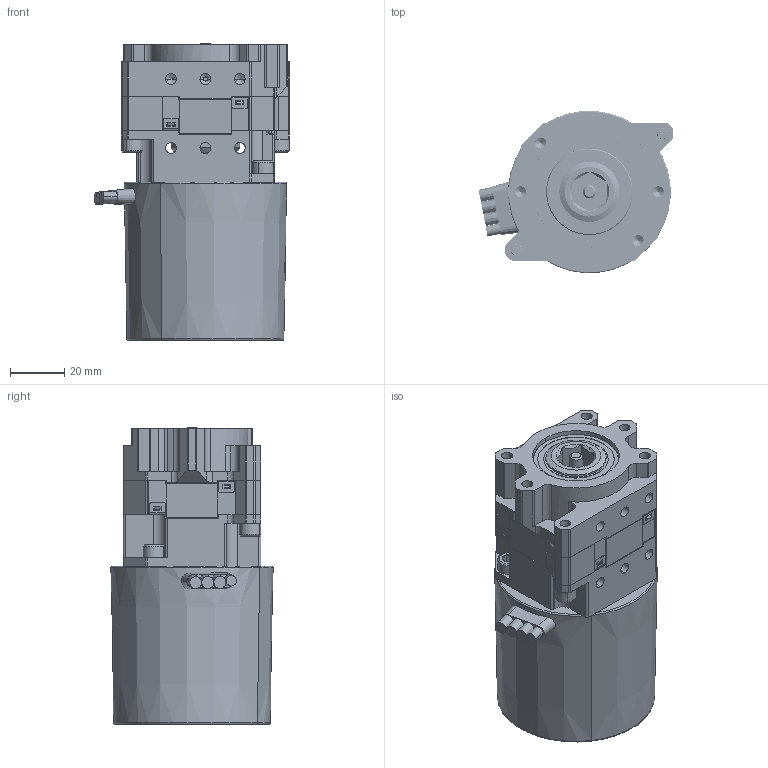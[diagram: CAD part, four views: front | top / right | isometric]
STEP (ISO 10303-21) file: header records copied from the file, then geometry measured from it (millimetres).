
FILE_DESCRIPTION (( 'STEP AP203' ), '1' );
FILE_NAME ('MAXPlanetary 1-Stage.STEP', '2022-01-13T22:29:08', ( '' ), ( '' ), 'SwSTEP 2.0', 'SolidWorks 2022', '' );
FILE_SCHEMA (( 'CONFIG_CONTROL_DESIGN' ));
Length unit declared in the file: inch
Products named in the file (11): REV-21-1650; REV-21-2106; #10-32 Button Head Cap Screws_0.500in Long; #10 Socket Head Cap Screws_0.500in Long; REV-25-2109_1-Stage (No Shaft, For NEO); MAXPlanetary 1-Stage; #10 Socket Head Cap Screws_1.000in Long; REV-21-2101; REV-21-2108; REV-25-2107_1-Stage; REV-21-2104
Assembly tree (12 placements, depth 4):
  MAXPlanetary 1-Stage
    REV-25-2109_1-Stage (No Shaft, For NEO)
      REV-21-2106
      REV-21-2104
      REV-25-2107_1-Stage
        #10 Socket Head Cap Screws_0.500in Long  x2
        #10 Socket Head Cap Screws_1.000in Long  x2
        #10-32 Button Head Cap Screws_0.500in Long
      REV-21-2108
    REV-21-2101
    REV-21-1650
Bounding box: 71.82 x 59.86 x 109.38 mm (x, y, z)
Volume: 250009.3 mm3; surface area: 91018.5 mm2
Topology: 66 solids, 66 shells, 4718 faces, 13182 edges, 8666 vertices
Faces by surface type: bspline 1981, cylinder 1435, plane 968, cone 186, torus 98, sphere 50
Entity records: 236224 total; most frequent: CARTESIAN_POINT 127007, ORIENTED_EDGE 25880, DIRECTION 17207, EDGE_CURVE 12940, VERTEX_POINT 8542, AXIS2_PLACEMENT_3D 5958, LINE 5291, VECTOR 5291
